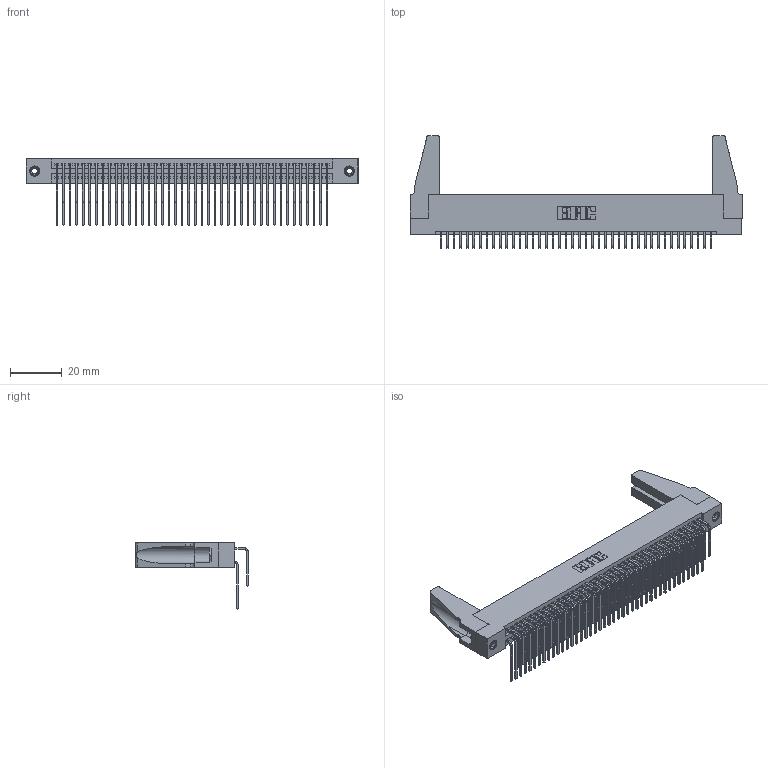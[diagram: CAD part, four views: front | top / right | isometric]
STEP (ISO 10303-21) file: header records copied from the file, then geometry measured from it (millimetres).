
FILE_DESCRIPTION (( 'STEP AP203' ), '1' );
FILE_NAME ('345-084-559-288.STEP', '2019-11-01T05:47:04', ( '' ), ( '' ), 'SwSTEP 2.0', 'SolidWorks 2016', '' );
FILE_SCHEMA (( 'CONFIG_CONTROL_DESIGN' ));
Length unit declared in the file: inch
Products named in the file (6): 345-292-001_558 559 Tail - 1; 345-292-001_559 Tail - 2; 345-250-001_345-250-001-102; 345 Part_Flush Mounting Lugs - 0.156 Dia-TH; 345-084-559-288; 345-220-078_345-220-088
Assembly tree (89 placements, depth 2):
  345-084-559-288
    345 Part_Flush Mounting Lugs - 0.156 Dia-TH
    345-292-001_558 559 Tail - 1  x42
    345-292-001_559 Tail - 2  x42
    345-250-001_345-250-001-102  x2
    345-220-078_345-220-088  x2
Bounding box: 127.91 x 43.42 x 25.53 mm (x, y, z)
Volume: 16162.8 mm3; surface area: 24484.4 mm2
Topology: 89 solids, 89 shells, 4618 faces, 13675 edges, 8994 vertices
Faces by surface type: plane 3092, cylinder 1510, cone 12, torus 4
Entity records: 36754 total; most frequent: CARTESIAN_POINT 6201, ORIENTED_EDGE 6044, DIRECTION 5446, EDGE_CURVE 3022, LINE 2640, VECTOR 2640, VERTEX_POINT 2006, AXIS2_PLACEMENT_3D 1403
